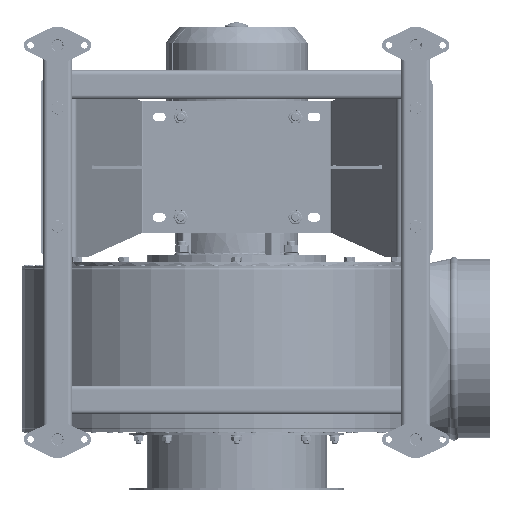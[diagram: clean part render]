
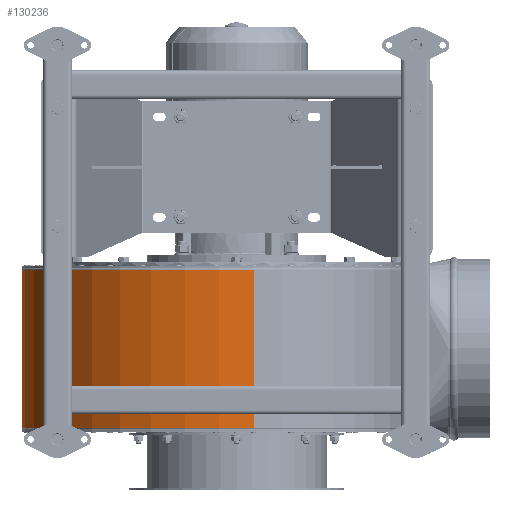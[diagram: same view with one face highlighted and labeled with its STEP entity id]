
A CAD part, front view. The second image highlights one B-rep face of the part: STEP entity #130236.
In plain terms, the highlighted cylindrical face has radius 284.5 mm (diameter 569 mm), a partial arc.
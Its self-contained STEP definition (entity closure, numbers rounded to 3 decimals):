
#16698=FACE_OUTER_BOUND('',#24613,.T.);
#24613=EDGE_LOOP('',(#112101,#112102,#112103,#112104));
#34562=LINE('',#238340,#44427);
#34564=LINE('',#238363,#44429);
#44427=VECTOR('',#170840,10.);
#44429=VECTOR('',#170874,10.);
#49318=CIRCLE('',#140777,284.5);
#49320=CIRCLE('',#140780,284.5);
#60696=VERTEX_POINT('',#238334);
#60697=VERTEX_POINT('',#238338);
#60701=VERTEX_POINT('',#238357);
#60702=VERTEX_POINT('',#238361);
#78094=EDGE_CURVE('',#60696,#60697,#34562,.T.);
#78102=EDGE_CURVE('',#60701,#60696,#49318,.T.);
#78104=EDGE_CURVE('',#60702,#60697,#49320,.T.);
#78105=EDGE_CURVE('',#60701,#60702,#34564,.T.);
#112101=ORIENTED_EDGE('',*,*,#78094,.T.);
#112102=ORIENTED_EDGE('',*,*,#78104,.F.);
#112103=ORIENTED_EDGE('',*,*,#78105,.F.);
#112104=ORIENTED_EDGE('',*,*,#78102,.T.);
#116472=CYLINDRICAL_SURFACE('',#140779,284.5);
#130236=ADVANCED_FACE('',(#16698),#116472,.T.);
#140777=AXIS2_PLACEMENT_3D('',#238358,#170866,#170867);
#140779=AXIS2_PLACEMENT_3D('',#238360,#170870,#170871);
#140780=AXIS2_PLACEMENT_3D('',#238362,#170872,#170873);
#170840=DIRECTION('',(0.,0.,1.));
#170866=DIRECTION('center_axis',(0.,0.,
1.));
#170867=DIRECTION('ref_axis',(-1.,0.,0.));
#170870=DIRECTION('center_axis',(0.,0.,
1.));
#170871=DIRECTION('ref_axis',(-1.,0.,0.));
#170872=DIRECTION('center_axis',(0.,0.,
1.));
#170873=DIRECTION('ref_axis',(-1.,0.,0.));
#170874=DIRECTION('',(0.,0.,1.));
#238334=CARTESIAN_POINT('',(24.525,-262.541,-223.125));
#238338=CARTESIAN_POINT('',(24.525,-262.541,-1.875));
#238340=CARTESIAN_POINT('',(24.525,-262.541,-1.875));
#238357=CARTESIAN_POINT('',(-299.5,19.2,-223.125));
#238358=CARTESIAN_POINT('Origin',(-15.,19.2,-223.125));
#238360=CARTESIAN_POINT('Origin',(-15.,19.2,-112.5));
#238361=CARTESIAN_POINT('',(-299.5,19.2,-1.875));
#238362=CARTESIAN_POINT('Origin',(-15.,19.2,-1.875));
#238363=CARTESIAN_POINT('',(-299.5,19.2,-1.875));
